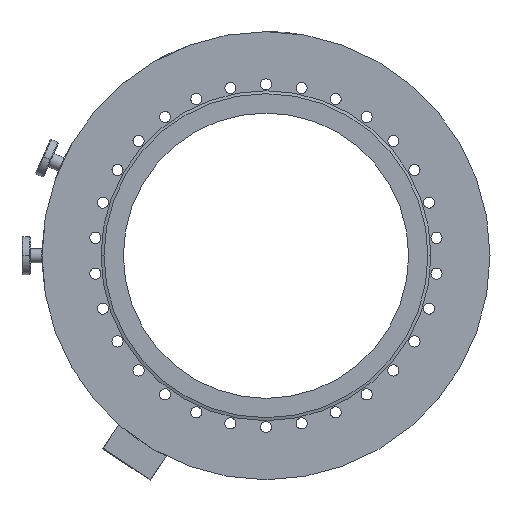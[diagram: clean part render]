
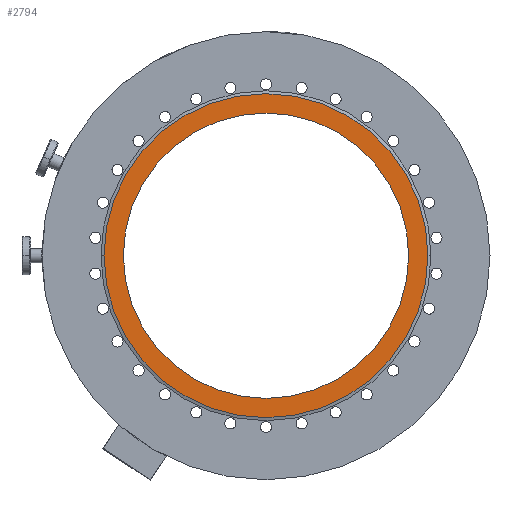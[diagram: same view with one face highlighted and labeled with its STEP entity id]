
A CAD part, front view. The second image highlights one B-rep face of the part: STEP entity #2794.
In plain terms, the highlighted planar face has unit normal (0, -1, 0).
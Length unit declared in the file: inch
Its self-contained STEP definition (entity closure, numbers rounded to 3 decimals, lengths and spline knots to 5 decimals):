
#2794 = ADVANCED_FACE ( 'NONE', ( #10515, #10530 ), #5425, .T. ) ;
#5399 = DIRECTION ( 'NONE',  ( 0., -1., 0. ) ) ;
#5400 = DIRECTION ( 'NONE',  ( 1., 0., 0. ) ) ;
#5424 = CARTESIAN_POINT ( 'NONE',  ( 0., 0.086, 5.015 ) ) ;
#5425 = PLANE ( 'NONE',  #17760 ) ;
#6330 = EDGE_CURVE ( 'NONE', #13337, #13290, #9009, .T. ) ;
#6340 = EDGE_CURVE ( 'NONE', #13542, #13106, #9018, .T. ) ;
#6497 = EDGE_CURVE ( 'NONE', #13106, #13542, #9229, .T. ) ;
#6531 = EDGE_CURVE ( 'NONE', #13290, #13337, #9521, .T. ) ;
#7825 = EDGE_LOOP ( 'NONE', ( #25938, #25273 ) ) ;
#7827 = EDGE_LOOP ( 'NONE', ( #25454, #25391 ) ) ;
#9009 = CIRCLE ( 'NONE', #17730, 5.694 ) ;
#9018 = CIRCLE ( 'NONE', #17636, 5.015 ) ;
#9229 = CIRCLE ( 'NONE', #14309, 5.015 ) ;
#9521 = CIRCLE ( 'NONE', #14179, 5.694 ) ;
#10515 = FACE_OUTER_BOUND ( 'NONE', #7827, .T. ) ;
#10530 = FACE_BOUND ( 'NONE', #7825, .T. ) ;
#13106 = VERTEX_POINT ( 'NONE', #18482 ) ;
#13290 = VERTEX_POINT ( 'NONE', #18679 ) ;
#13337 = VERTEX_POINT ( 'NONE', #18726 ) ;
#13542 = VERTEX_POINT ( 'NONE', #19101 ) ;
#14179 = AXIS2_PLACEMENT_3D ( 'NONE', #24658, #24656, #24638 ) ;
#14309 = AXIS2_PLACEMENT_3D ( 'NONE', #26292, #26065, #26438 ) ;
#17636 = AXIS2_PLACEMENT_3D ( 'NONE', #26787, #27041, #26789 ) ;
#17730 = AXIS2_PLACEMENT_3D ( 'NONE', #27203, #26898, #26991 ) ;
#17760 = AXIS2_PLACEMENT_3D ( 'NONE', #5424, #5399, #5400 ) ;
#18482 = CARTESIAN_POINT ( 'NONE',  ( -5.015, 0.086, 0. ) ) ;
#18679 = CARTESIAN_POINT ( 'NONE',  ( -5.694, 0.086, 0. ) ) ;
#18726 = CARTESIAN_POINT ( 'NONE',  ( 5.694, 0.086, 0. ) ) ;
#19101 = CARTESIAN_POINT ( 'NONE',  ( 5.015, 0.086, 0. ) ) ;
#24638 = DIRECTION ( 'NONE',  ( 1., 0., 0. ) ) ;
#24656 = DIRECTION ( 'NONE',  ( 0., -1., 0. ) ) ;
#24658 = CARTESIAN_POINT ( 'NONE',  ( 0., 0.086, 0. ) ) ;
#25273 = ORIENTED_EDGE ( 'NONE', *, *, #6497, .F. ) ;
#25391 = ORIENTED_EDGE ( 'NONE', *, *, #6531, .T. ) ;
#25454 = ORIENTED_EDGE ( 'NONE', *, *, #6330, .T. ) ;
#25938 = ORIENTED_EDGE ( 'NONE', *, *, #6340, .F. ) ;
#26065 = DIRECTION ( 'NONE',  ( 0., -1., 0. ) ) ;
#26292 = CARTESIAN_POINT ( 'NONE',  ( 0., 0.086, 0. ) ) ;
#26438 = DIRECTION ( 'NONE',  ( 1., 0., 0. ) ) ;
#26787 = CARTESIAN_POINT ( 'NONE',  ( 0., 0.086, 0. ) ) ;
#26789 = DIRECTION ( 'NONE',  ( 1., 0., 0. ) ) ;
#26898 = DIRECTION ( 'NONE',  ( 0., -1., 0. ) ) ;
#26991 = DIRECTION ( 'NONE',  ( 1., 0., 0. ) ) ;
#27041 = DIRECTION ( 'NONE',  ( 0., -1., 0. ) ) ;
#27203 = CARTESIAN_POINT ( 'NONE',  ( 0., 0.086, 0. ) ) ;
